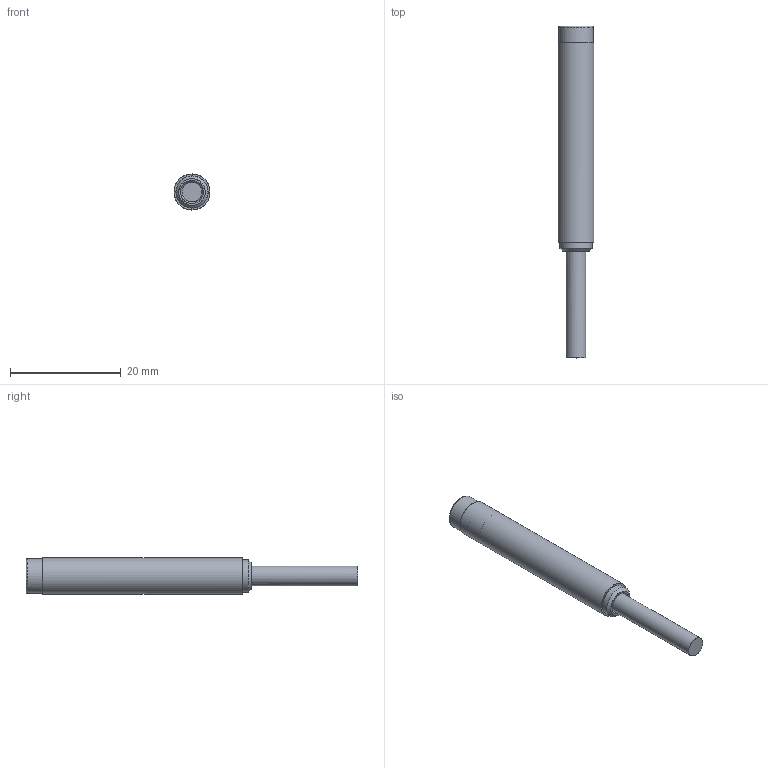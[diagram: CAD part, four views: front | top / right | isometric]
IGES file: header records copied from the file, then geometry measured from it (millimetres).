
Global section: file name: Filename.iges; native system: Open CASCADE 6.8; preprocessor: Open CASCADE IGES processor 6.8; date: 20190214.105334; units: millimetre
Bounding box: 6.49 x 59.85 x 6.5 mm (x, y, z)
Surface area: 1855.3 mm2 (no closed solid volume)
Topology: 0 solids, 0 shells, 50 faces, 247 edges, 239 vertices
Faces by surface type: plane 31, revolution 19
